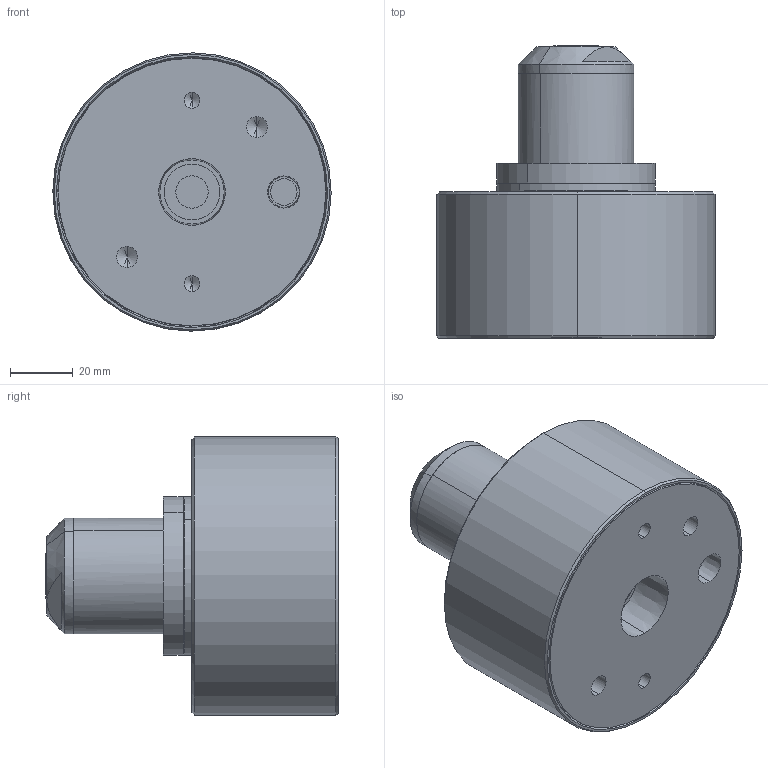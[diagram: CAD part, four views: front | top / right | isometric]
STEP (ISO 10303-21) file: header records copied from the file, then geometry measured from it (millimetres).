
FILE_DESCRIPTION (( 'STEP AP214' ), '1' );
FILE_NAME ('CTSC-002297.STEP', '2025-01-21T14:09:22', ( '' ), ( '' ), 'SwSTEP 2.0', 'SolidWorks 2023', '' );
FILE_SCHEMA (( 'AUTOMOTIVE_DESIGN' ));
Length unit declared in the file: inch
Products named in the file (1): CTSC-002297
Bounding box: 88.9 x 93.47 x 88.9 mm (x, y, z)
Volume: 331149.9 mm3; surface area: 45340.5 mm2
Topology: 1 solids, 1 shells, 77 faces, 170 edges, 102 vertices
Faces by surface type: cylinder 29, cone 23, plane 21, torus 4
Entity records: 2826 total; most frequent: DIRECTION 404, CARTESIAN_POINT 402, ORIENTED_EDGE 324, AXIS2_PLACEMENT_3D 170, EDGE_CURVE 162, VERTEX_POINT 102, EDGE_LOOP 94, CIRCLE 92
